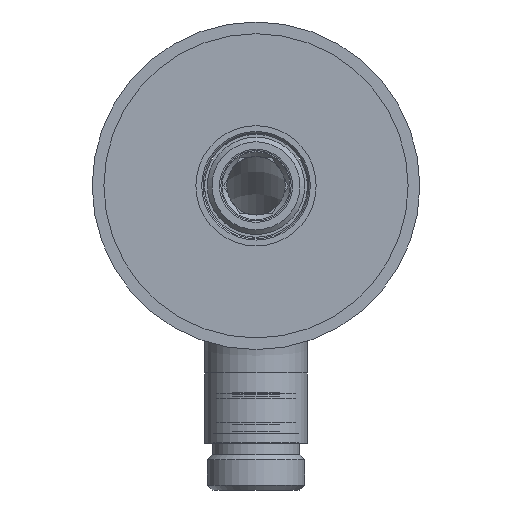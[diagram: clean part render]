
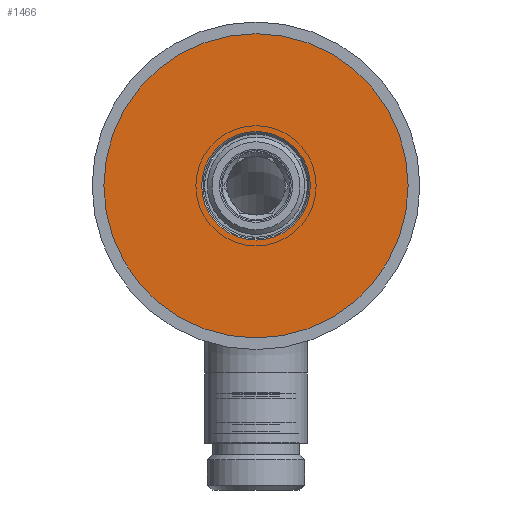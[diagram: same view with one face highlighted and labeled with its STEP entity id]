
A CAD part, front view. The second image highlights one B-rep face of the part: STEP entity #1466.
In plain terms, the highlighted planar face has unit normal (0, -1, 0).
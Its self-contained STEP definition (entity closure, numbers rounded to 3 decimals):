
#179=PLANE('',#2307);
#240=ORIENTED_EDGE('',*,*,#602,.F.);
#241=ORIENTED_EDGE('',*,*,#600,.T.);
#600=EDGE_CURVE('',#1122,#1122,#781,.T.);
#602=EDGE_CURVE('',#1124,#1124,#783,.T.);
#781=CIRCLE('',#2305,32.5);
#783=CIRCLE('',#2308,11.6);
#880=EDGE_LOOP('',(#240));
#881=EDGE_LOOP('',(#241));
#1122=VERTEX_POINT('',#3012);
#1124=VERTEX_POINT('',#3017);
#1271=FACE_BOUND('',#880,.T.);
#1272=FACE_BOUND('',#881,.T.);
#1466=ADVANCED_FACE('',(#1271,#1272),#179,.T.);
#2305=AXIS2_PLACEMENT_3D('',#3011,#2524,#2525);
#2307=AXIS2_PLACEMENT_3D('',#3015,#2528,#2529);
#2308=AXIS2_PLACEMENT_3D('',#3016,#2530,#2531);
#2524=DIRECTION('',(0.,-1.,0.));
#2525=DIRECTION('',(-1.,0.,0.));
#2528=DIRECTION('',(0.,-1.,0.));
#2529=DIRECTION('',(-1.,0.,0.));
#2530=DIRECTION('',(0.,-1.,0.));
#2531=DIRECTION('',(-1.,0.,0.));
#3011=CARTESIAN_POINT('',(0.,0.5,0.));
#3012=CARTESIAN_POINT('',(-32.5,0.5,0.));
#3015=CARTESIAN_POINT('',(0.,0.5,0.));
#3016=CARTESIAN_POINT('',(0.,0.5,0.));
#3017=CARTESIAN_POINT('',(-11.6,0.5,0.));
